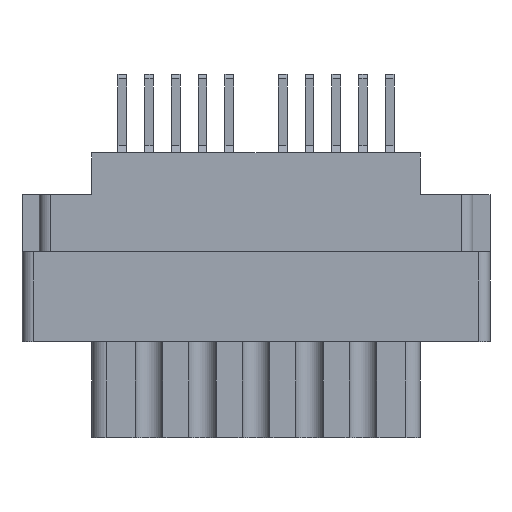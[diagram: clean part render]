
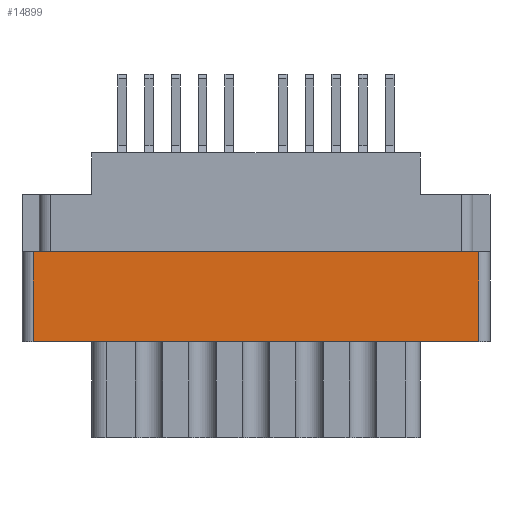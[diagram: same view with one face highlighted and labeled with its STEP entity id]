
A CAD part, front view. The second image highlights one B-rep face of the part: STEP entity #14899.
In plain terms, the highlighted planar face has unit normal (0, -1, 0).
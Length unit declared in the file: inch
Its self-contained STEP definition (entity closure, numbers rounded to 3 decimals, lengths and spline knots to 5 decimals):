
#122 = VERTEX_POINT ( 'NONE', #5928 ) ;
#636 = CARTESIAN_POINT ( 'NONE',  ( 0., -0.343, -0.529 ) ) ;
#738 = VERTEX_POINT ( 'NONE', #13356 ) ;
#1503 = EDGE_LOOP ( 'NONE', ( #19537, #16637, #7789, #12082 ) ) ;
#1566 = VECTOR ( 'NONE', #2598, 39.37008 ) ;
#1883 = VECTOR ( 'NONE', #5769, 39.37008 ) ;
#2479 = DIRECTION ( 'NONE',  ( 0., 0., -1. ) ) ;
#2598 = DIRECTION ( 'NONE',  ( -1., 0., 0. ) ) ;
#4478 = PLANE ( 'NONE',  #16475 ) ;
#4525 = CARTESIAN_POINT ( 'NONE',  ( 0., -0.343, -0.277 ) ) ;
#4746 = VECTOR ( 'NONE', #9739, 39.37008 ) ;
#5769 = DIRECTION ( 'NONE',  ( 0., 0., 1. ) ) ;
#5928 = CARTESIAN_POINT ( 'NONE',  ( 0.624, -0.343, -0.277 ) ) ;
#6406 = CARTESIAN_POINT ( 'NONE',  ( -0.624, -0.343, -0.277 ) ) ;
#7271 = VERTEX_POINT ( 'NONE', #13821 ) ;
#7789 = ORIENTED_EDGE ( 'NONE', *, *, #15423, .F. ) ;
#8856 = FACE_OUTER_BOUND ( 'NONE', #1503, .T. ) ;
#9480 = VERTEX_POINT ( 'NONE', #6406 ) ;
#9739 = DIRECTION ( 'NONE',  ( 1., 0., 0. ) ) ;
#10204 = LINE ( 'NONE', #4525, #4746 ) ;
#10632 = EDGE_CURVE ( 'NONE', #9480, #7271, #16840, .T. ) ;
#11795 = DIRECTION ( 'NONE',  ( 0., -1., 0. ) ) ;
#11967 = VECTOR ( 'NONE', #2479, 39.37008 ) ;
#12082 = ORIENTED_EDGE ( 'NONE', *, *, #15312, .T. ) ;
#12871 = LINE ( 'NONE', #16768, #1883 ) ;
#13356 = CARTESIAN_POINT ( 'NONE',  ( 0.624, -0.343, -0.529 ) ) ;
#13821 = CARTESIAN_POINT ( 'NONE',  ( -0.624, -0.343, -0.529 ) ) ;
#14899 = ADVANCED_FACE ( 'NONE', ( #8856 ), #4478, .T. ) ;
#15312 = EDGE_CURVE ( 'NONE', #738, #122, #12871, .T. ) ;
#15423 = EDGE_CURVE ( 'NONE', #738, #7271, #15712, .T. ) ;
#15483 = DIRECTION ( 'NONE',  ( 0., 0., -1. ) ) ;
#15712 = LINE ( 'NONE', #636, #1566 ) ;
#16475 = AXIS2_PLACEMENT_3D ( 'NONE', #20915, #11795, #15483 ) ;
#16637 = ORIENTED_EDGE ( 'NONE', *, *, #10632, .T. ) ;
#16768 = CARTESIAN_POINT ( 'NONE',  ( 0.624, -0.343, -0.798 ) ) ;
#16840 = LINE ( 'NONE', #17191, #11967 ) ;
#17191 = CARTESIAN_POINT ( 'NONE',  ( -0.624, -0.343, -0.798 ) ) ;
#19537 = ORIENTED_EDGE ( 'NONE', *, *, #21402, .F. ) ;
#20915 = CARTESIAN_POINT ( 'NONE',  ( -0.656, -0.343, -0.798 ) ) ;
#21402 = EDGE_CURVE ( 'NONE', #9480, #122, #10204, .T. ) ;
